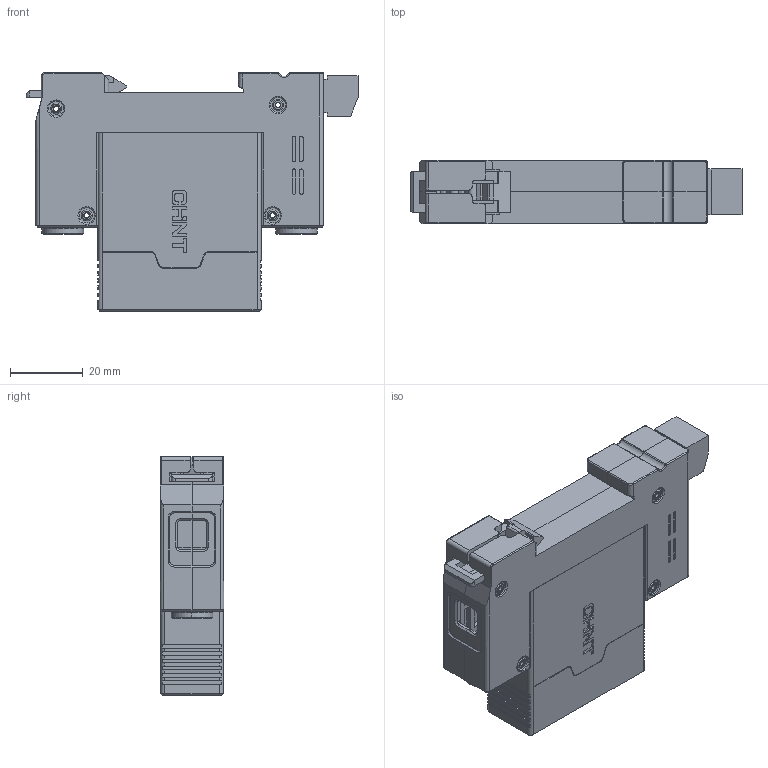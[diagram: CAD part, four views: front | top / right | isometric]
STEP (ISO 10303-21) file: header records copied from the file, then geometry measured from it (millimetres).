
FILE_DESCRIPTION((''),'2;1');
FILE_NAME('NXU-I_II_12_5-1P','2020-08-12T16:57:12',('zxueq'),(''),'CREO PARAMETRIC BY PTC INC, 2018020','CREO PARAMETRIC BY PTC INC, 2018020','');
FILE_SCHEMA(('CONFIG_CONTROL_DESIGN','SHAPE_APPEARANCE_LAYERS_GROUPS'));
Products named in the file (1): NXU-I_II_12_5-1P
Bounding box: 91.4 x 17.5 x 65.7 mm (x, y, z)
Volume: 7819.7 mm3; surface area: 41127.8 mm2
Topology: 7 solids, 9 shells, 1945 faces, 5454 edges, 3551 vertices
Faces by surface type: plane 1463, cylinder 330, torus 80, cone 56, extrusion 12, sphere 4
Entity records: 78077 total; most frequent: CARTESIAN_POINT 11389, ORIENTED_EDGE 10793, DIRECTION 10246, EDGE_CURVE 5450, PRESENTATION_STYLE_ASSIGNMENT 4501, STYLED_ITEM 4500, VECTOR 4304, LINE 4292
